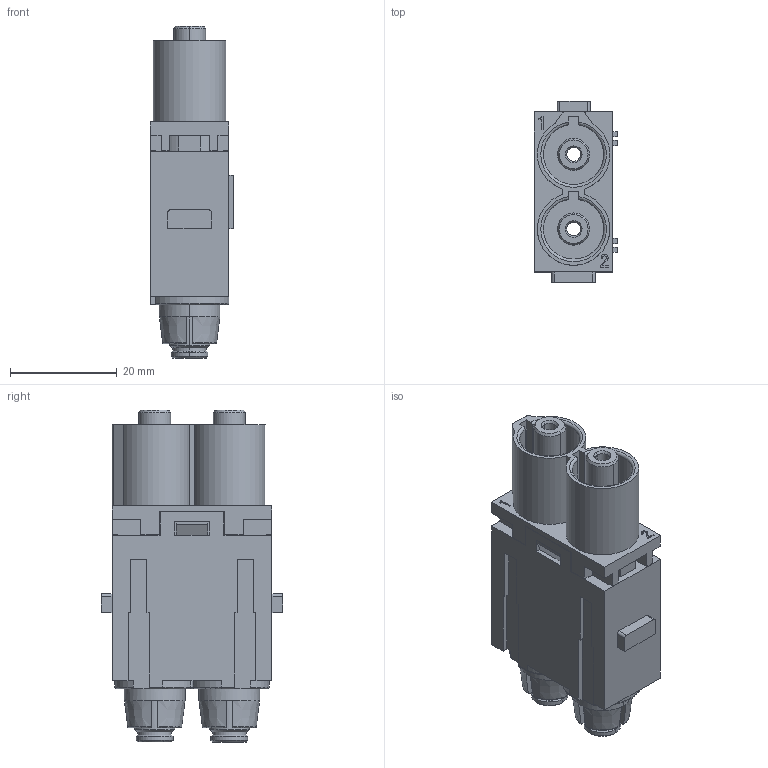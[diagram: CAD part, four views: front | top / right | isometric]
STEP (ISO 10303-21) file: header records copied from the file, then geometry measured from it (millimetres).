
FILE_DESCRIPTION(('Creo Elements/Direct Modeling STEP Export'),'2;1');
FILE_NAME('0lndqdl4cskeilv4908','2017-09-25T 8:58:21',(''),(''),'PTC Creo Elements/Direct Modeling STEP processor for AP214 (Solid Model)','PTC Creo Elements/Direct Modeling 19.0E 27-Jun-2016 (C) Parametric Technology GmbH','');
FILE_SCHEMA(('AUTOMOTIVE_DESIGN { 1 0 10303 214 1 1 1 1 }'));
Length unit declared in the file: millimetre
Products named in the file (2): CX_02_CHF
Assembly tree (1 placements, depth 2):
  CX_02_CHF
    CX_02_CHF
Bounding box: 15.6 x 34 x 62.3 mm (x, y, z)
Volume: 16026.8 mm3; surface area: 12428 mm2
Topology: 1 solids, 3 shells, 522 faces, 1400 edges, 912 vertices
Faces by surface type: plane 357, cylinder 86, cone 36, torus 34, extrusion 9
Entity records: 20742 total; most frequent: CARTESIAN_POINT 3853, ORIENTED_EDGE 2800, DIRECTION 2355, EDGE_CURVE 1400, VECTOR 1019, LINE 1010, VERTEX_POINT 912, AXIS2_PLACEMENT_3D 668
